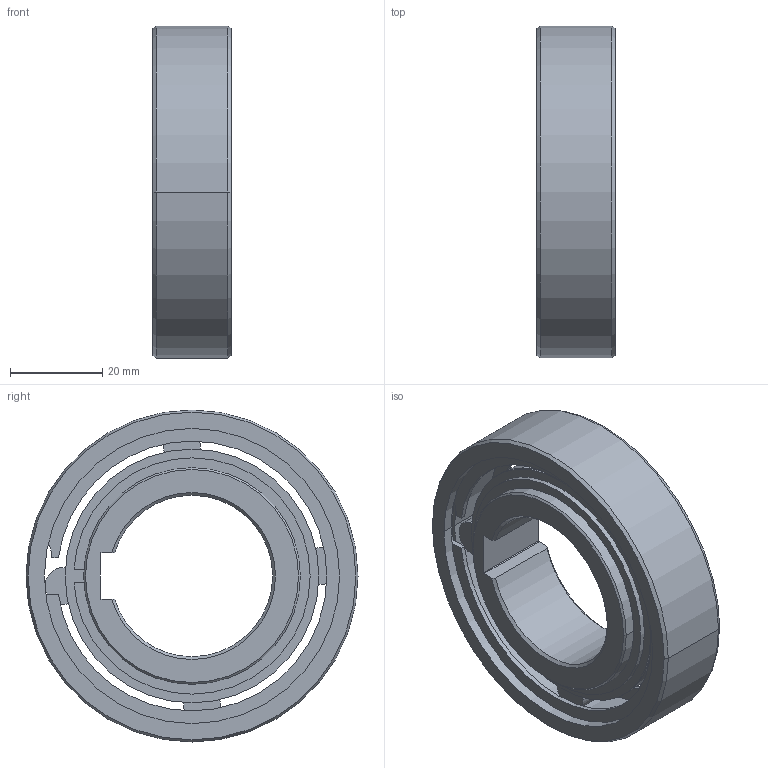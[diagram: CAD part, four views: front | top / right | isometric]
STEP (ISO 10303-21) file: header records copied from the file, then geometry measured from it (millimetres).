
FILE_DESCRIPTION((''),'2;1');
FILE_NAME('FREILAUF_AS35_ASM','2025-05-08T13:20:14',('Administrator'),(''),'CREO PARAMETRIC BY PTC INC, 2020414','CREO PARAMETRIC BY PTC INC, 2020414','');
FILE_SCHEMA(('AUTOMOTIVE_DESIGN { 1 0 10303 214 1 1 1 1 }'));
Length unit declared in the file: millimetre
Products named in the file (11): STERN_AS35_NICO_1; DRUCKBOLZEN_AS8_1; DRUCKFEDER_AS8_5_1; ANFED_KPL_AS8_6_AS8_5_ASM_1_ASM; ROLLE_8X8_1; A-RING_AS35_NICO_1; ESB_64_NICO_1; SCHEIBE_PS47X55X0_5_NICO_1; SPRENGRING_SW47_NICO_1; FREILAUF_AS35_NICO_ASM_1_ASM; FREILAUF_AS35_ASM
Assembly tree (19 placements, depth 4):
  FREILAUF_AS35_ASM
    FREILAUF_AS35_NICO_ASM_1_ASM
      STERN_AS35_NICO_1
      ANFED_KPL_AS8_6_AS8_5_ASM_1_ASM  x4
        DRUCKBOLZEN_AS8_1
        DRUCKFEDER_AS8_5_1
      ROLLE_8X8_1  x4
      A-RING_AS35_NICO_1
      ESB_64_NICO_1  x2
      SCHEIBE_PS47X55X0_5_NICO_1  x2
      SPRENGRING_SW47_NICO_1  x2
Bounding box: 17 x 72 x 72 mm (x, y, z)
Volume: 34536.3 mm3; surface area: 27455.3 mm2
Topology: 20 solids, 20 shells, 228 faces, 560 edges, 378 vertices
Faces by surface type: cylinder 81, plane 73, cone 42, bspline 24, torus 8
Entity records: 6476 total; most frequent: CARTESIAN_POINT 2201, DIRECTION 859, ORIENTED_EDGE 694, AXIS2_PLACEMENT_3D 368, EDGE_CURVE 347, VERTEX_POINT 240, CIRCLE 182, EDGE_LOOP 151
